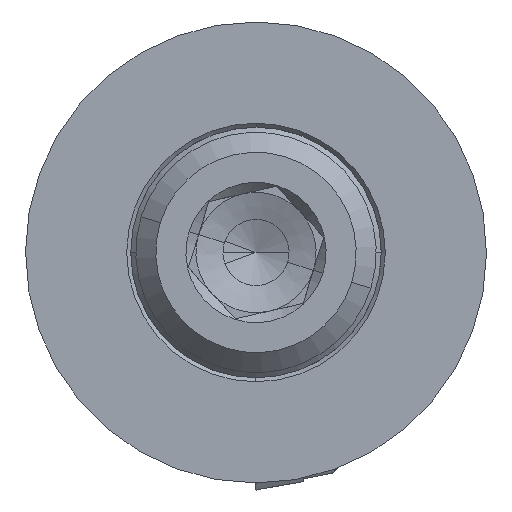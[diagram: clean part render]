
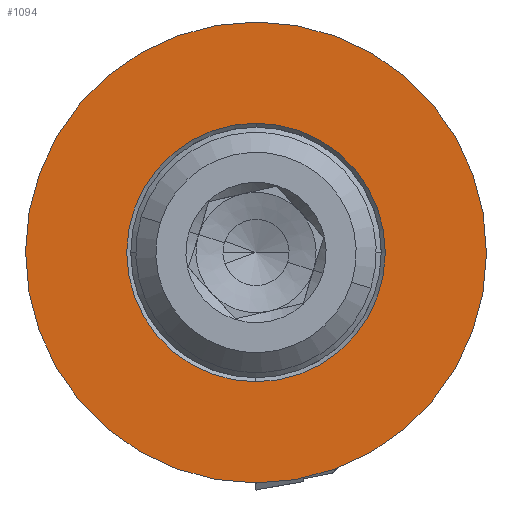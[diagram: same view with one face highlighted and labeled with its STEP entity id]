
A CAD part, left-side view. The second image highlights one B-rep face of the part: STEP entity #1094.
In plain terms, the highlighted planar face has unit normal (-1, 0, 0).
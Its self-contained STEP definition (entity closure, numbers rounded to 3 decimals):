
#193 = EDGE_CURVE ( 'NONE', #628, #8887, #28385, .T. ) ;
#628 = VERTEX_POINT ( 'NONE', #25091 ) ;
#814 = PLANE ( 'NONE',  #10904 ) ;
#1094 = ADVANCED_FACE ( 'NONE', ( #8508, #21106 ), #814, .F. ) ;
#1098 = DIRECTION ( 'NONE',  ( 1., 0., 0. ) ) ;
#2993 = CIRCLE ( 'NONE', #15582, 11.5 ) ;
#4475 = CIRCLE ( 'NONE', #15761, 6.45 ) ;
#4912 = DIRECTION ( 'NONE',  ( 0., 0., 1. ) ) ;
#6529 = ORIENTED_EDGE ( 'NONE', *, *, #193, .F. ) ;
#6639 = CARTESIAN_POINT ( 'NONE',  ( 0., 0., 11.5 ) ) ;
#7112 = VERTEX_POINT ( 'NONE', #6639 ) ;
#7443 = CARTESIAN_POINT ( 'NONE',  ( 0., 11.5, 0. ) ) ;
#7609 = EDGE_CURVE ( 'NONE', #8887, #628, #4475, .T. ) ;
#8075 = DIRECTION ( 'NONE',  ( -1., 0., 0. ) ) ;
#8095 = CARTESIAN_POINT ( 'NONE',  ( 0., 0., 6.45 ) ) ;
#8508 = FACE_BOUND ( 'NONE', #8932, .T. ) ;
#8564 = EDGE_CURVE ( 'NONE', #7112, #20442, #2993, .T. ) ;
#8887 = VERTEX_POINT ( 'NONE', #8095 ) ;
#8932 = EDGE_LOOP ( 'NONE', ( #11243, #6529 ) ) ;
#10904 = AXIS2_PLACEMENT_3D ( 'NONE', #7443, #1098, #27213 ) ;
#11243 = ORIENTED_EDGE ( 'NONE', *, *, #7609, .F. ) ;
#12651 = ORIENTED_EDGE ( 'NONE', *, *, #16644, .T. ) ;
#12679 = DIRECTION ( 'NONE',  ( -1., 0., 0. ) ) ;
#13269 = CARTESIAN_POINT ( 'NONE',  ( 0., 0., -11.5 ) ) ;
#13384 = CARTESIAN_POINT ( 'NONE',  ( 0., 0., 0. ) ) ;
#13407 = DIRECTION ( 'NONE',  ( 0., 0., 1. ) ) ;
#14803 = DIRECTION ( 'NONE',  ( -1., 0., 0. ) ) ;
#15582 = AXIS2_PLACEMENT_3D ( 'NONE', #16049, #14803, #13407 ) ;
#15761 = AXIS2_PLACEMENT_3D ( 'NONE', #20124, #20087, #20063 ) ;
#16049 = CARTESIAN_POINT ( 'NONE',  ( 0., 0., 0. ) ) ;
#16644 = EDGE_CURVE ( 'NONE', #20442, #7112, #25542, .T. ) ;
#18080 = AXIS2_PLACEMENT_3D ( 'NONE', #21463, #8075, #23717 ) ;
#18156 = EDGE_LOOP ( 'NONE', ( #19886, #12651 ) ) ;
#19886 = ORIENTED_EDGE ( 'NONE', *, *, #8564, .T. ) ;
#20063 = DIRECTION ( 'NONE',  ( 0., 0., 1. ) ) ;
#20087 = DIRECTION ( 'NONE',  ( -1., 0., 0. ) ) ;
#20124 = CARTESIAN_POINT ( 'NONE',  ( 0., 0., 0. ) ) ;
#20442 = VERTEX_POINT ( 'NONE', #13269 ) ;
#21106 = FACE_OUTER_BOUND ( 'NONE', #18156, .T. ) ;
#21463 = CARTESIAN_POINT ( 'NONE',  ( 0., 0., 0. ) ) ;
#23717 = DIRECTION ( 'NONE',  ( 0., 0., 1. ) ) ;
#25091 = CARTESIAN_POINT ( 'NONE',  ( 0., 0., -6.45 ) ) ;
#25542 = CIRCLE ( 'NONE', #18080, 11.5 ) ;
#26491 = AXIS2_PLACEMENT_3D ( 'NONE', #13384, #12679, #4912 ) ;
#27213 = DIRECTION ( 'NONE',  ( 0., 0., -1. ) ) ;
#28385 = CIRCLE ( 'NONE', #26491, 6.45 ) ;
